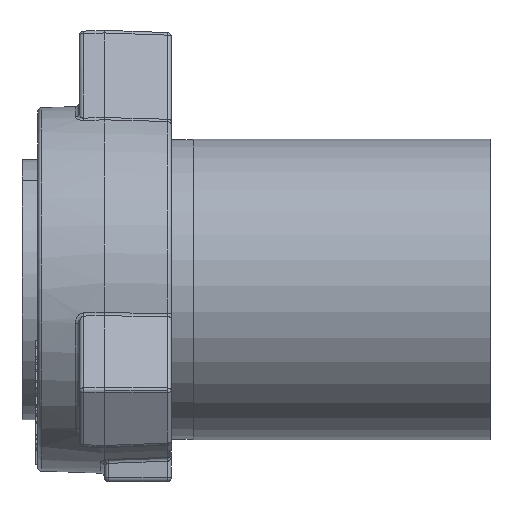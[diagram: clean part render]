
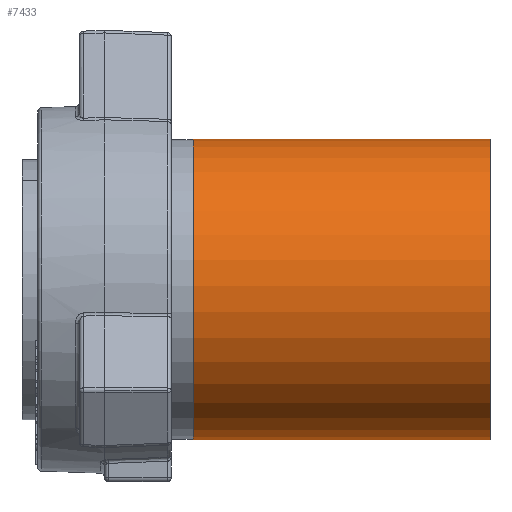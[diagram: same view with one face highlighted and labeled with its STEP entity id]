
A CAD part, left-side view. The second image highlights one B-rep face of the part: STEP entity #7433.
In plain terms, the highlighted cylindrical face has radius 57.15 mm (diameter 114.3 mm), a partial arc.
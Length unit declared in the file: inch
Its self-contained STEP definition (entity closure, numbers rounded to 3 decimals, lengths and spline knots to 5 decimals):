
#123 = DIRECTION ( 'NONE',  ( -0.021, 0., -1. ) ) ;
#296 = DIRECTION ( 'NONE',  ( 0., -1., 0. ) ) ;
#1365 = DIRECTION ( 'NONE',  ( 0., -1., 0. ) ) ;
#2051 = CARTESIAN_POINT ( 'NONE',  ( -0.04721, 1.4215, -2.2495 ) ) ;
#2377 = EDGE_CURVE ( 'NONE', #20317, #12722, #2836, .T. ) ;
#2728 = EDGE_CURVE ( 'NONE', #9143, #18304, #3710, .T. ) ;
#2836 = LINE ( 'NONE', #2051, #12139 ) ;
#3710 = LINE ( 'NONE', #18652, #23568 ) ;
#7122 = EDGE_CURVE ( 'NONE', #12722, #18304, #7492, .T. ) ;
#7247 = CARTESIAN_POINT ( 'NONE',  ( 0., -4.7655, 0. ) ) ;
#7433 = ADVANCED_FACE ( 'NONE', ( #7761 ), #12132, .T. ) ;
#7492 = CIRCLE ( 'NONE', #17115, 2.25 ) ;
#7761 = FACE_OUTER_BOUND ( 'NONE', #9898, .T. ) ;
#7886 = AXIS2_PLACEMENT_3D ( 'NONE', #16099, #1365, #23698 ) ;
#7990 = CARTESIAN_POINT ( 'NONE',  ( -0.04721, -4.7655, -2.2495 ) ) ;
#9114 = DIRECTION ( 'NONE',  ( 0.021, 0., 1. ) ) ;
#9143 = VERTEX_POINT ( 'NONE', #17482 ) ;
#9297 = CARTESIAN_POINT ( 'NONE',  ( -0.04721, -0.3275, -2.2495 ) ) ;
#9898 = EDGE_LOOP ( 'NONE', ( #13858, #24171, #17364, #9924 ) ) ;
#9924 = ORIENTED_EDGE ( 'NONE', *, *, #7122, .T. ) ;
#10454 = CARTESIAN_POINT ( 'NONE',  ( 0.04721, -4.7655, 2.2495 ) ) ;
#11264 = DIRECTION ( 'NONE',  ( 0., -1., 0. ) ) ;
#12132 = CYLINDRICAL_SURFACE ( 'NONE', #7886, 2.25 ) ;
#12139 = VECTOR ( 'NONE', #296, 39.37008 ) ;
#12722 = VERTEX_POINT ( 'NONE', #7990 ) ;
#13740 = CIRCLE ( 'NONE', #23135, 2.25 ) ;
#13858 = ORIENTED_EDGE ( 'NONE', *, *, #2728, .F. ) ;
#16099 = CARTESIAN_POINT ( 'NONE',  ( 0., 1.4215, 0. ) ) ;
#17115 = AXIS2_PLACEMENT_3D ( 'NONE', #7247, #20321, #9114 ) ;
#17364 = ORIENTED_EDGE ( 'NONE', *, *, #2377, .T. ) ;
#17482 = CARTESIAN_POINT ( 'NONE',  ( 0.04721, -0.3275, 2.2495 ) ) ;
#18304 = VERTEX_POINT ( 'NONE', #10454 ) ;
#18652 = CARTESIAN_POINT ( 'NONE',  ( 0.04721, 1.4215, 2.2495 ) ) ;
#19624 = DIRECTION ( 'NONE',  ( 0., -1., 0. ) ) ;
#20317 = VERTEX_POINT ( 'NONE', #9297 ) ;
#20321 = DIRECTION ( 'NONE',  ( 0., 1., 0. ) ) ;
#22461 = CARTESIAN_POINT ( 'NONE',  ( 0., -0.3275, 0. ) ) ;
#23135 = AXIS2_PLACEMENT_3D ( 'NONE', #22461, #11264, #123 ) ;
#23257 = EDGE_CURVE ( 'NONE', #9143, #20317, #13740, .T. ) ;
#23568 = VECTOR ( 'NONE', #19624, 39.37008 ) ;
#23698 = DIRECTION ( 'NONE',  ( -0.021, 0., -1. ) ) ;
#24171 = ORIENTED_EDGE ( 'NONE', *, *, #23257, .T. ) ;
